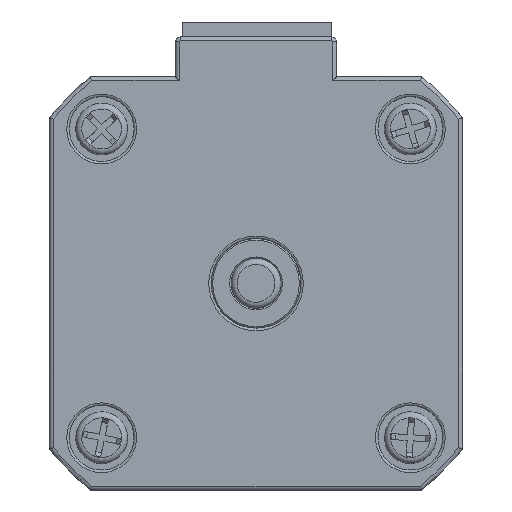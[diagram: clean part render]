
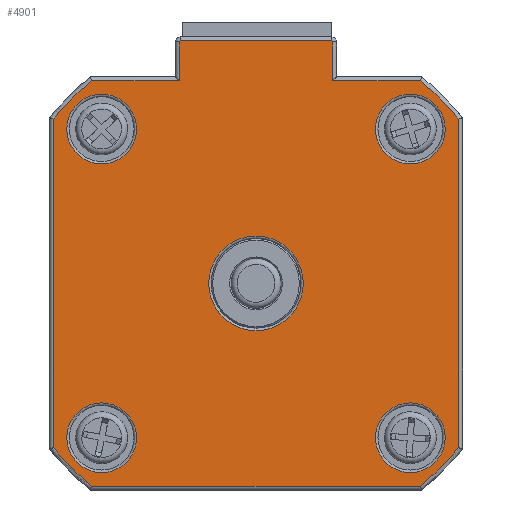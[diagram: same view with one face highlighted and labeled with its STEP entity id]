
A CAD part, front view. The second image highlights one B-rep face of the part: STEP entity #4901.
In plain terms, the highlighted planar face has unit normal (0, -1, 0).
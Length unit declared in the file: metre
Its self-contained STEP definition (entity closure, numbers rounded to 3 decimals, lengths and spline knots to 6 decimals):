
#399=LINE('',#7963,#857);
#402=LINE('',#7985,#860);
#403=LINE('',#7990,#861);
#406=LINE('',#8000,#864);
#407=LINE('',#8008,#865);
#410=LINE('',#8036,#868);
#411=LINE('',#8044,#869);
#413=LINE('',#8065,#871);
#857=VECTOR('',#6520,1.);
#860=VECTOR('',#6545,1.);
#861=VECTOR('',#6550,1.);
#864=VECTOR('',#6555,1.);
#865=VECTOR('',#6558,1.);
#868=VECTOR('',#6575,1.);
#869=VECTOR('',#6578,1.);
#871=VECTOR('',#6594,1.);
#1214=PLANE('',#5799);
#1915=ORIENTED_EDGE('',*,*,#2891,.T.);
#1916=ORIENTED_EDGE('',*,*,#2889,.T.);
#1917=ORIENTED_EDGE('',*,*,#2887,.T.);
#1918=ORIENTED_EDGE('',*,*,#2885,.T.);
#1919=ORIENTED_EDGE('',*,*,#2883,.T.);
#1920=ORIENTED_EDGE('',*,*,#2841,.F.);
#1921=ORIENTED_EDGE('',*,*,#2836,.F.);
#1922=ORIENTED_EDGE('',*,*,#2843,.F.);
#1923=ORIENTED_EDGE('',*,*,#2849,.T.);
#1924=ORIENTED_EDGE('',*,*,#2855,.F.);
#1925=ORIENTED_EDGE('',*,*,#2861,.F.);
#1926=ORIENTED_EDGE('',*,*,#2867,.F.);
#1927=ORIENTED_EDGE('',*,*,#2873,.F.);
#1928=ORIENTED_EDGE('',*,*,#2875,.F.);
#1929=ORIENTED_EDGE('',*,*,#2871,.F.);
#1930=ORIENTED_EDGE('',*,*,#2865,.F.);
#1931=ORIENTED_EDGE('',*,*,#2859,.F.);
#1932=ORIENTED_EDGE('',*,*,#2853,.F.);
#1933=ORIENTED_EDGE('',*,*,#2847,.F.);
#2836=EDGE_CURVE('',#3418,#3419,#399,.T.);
#2841=EDGE_CURVE('',#3419,#3421,#3749,.T.);
#2843=EDGE_CURVE('',#3424,#3418,#3751,.T.);
#2847=EDGE_CURVE('',#3421,#3426,#402,.T.);
#2849=EDGE_CURVE('',#3424,#3427,#403,.T.);
#2853=EDGE_CURVE('',#3426,#3430,#406,.T.);
#2855=EDGE_CURVE('',#3432,#3427,#407,.T.);
#2859=EDGE_CURVE('',#3430,#3434,#3754,.T.);
#2861=EDGE_CURVE('',#3436,#3432,#3755,.T.);
#2865=EDGE_CURVE('',#3434,#3438,#410,.T.);
#2867=EDGE_CURVE('',#3440,#3436,#411,.T.);
#2871=EDGE_CURVE('',#3438,#3442,#3758,.T.);
#2873=EDGE_CURVE('',#3444,#3440,#3759,.T.);
#2875=EDGE_CURVE('',#3442,#3444,#413,.T.);
#2883=EDGE_CURVE('',#3449,#3449,#3763,.T.);
#2885=EDGE_CURVE('',#3451,#3451,#3765,.T.);
#2887=EDGE_CURVE('',#3453,#3453,#3767,.T.);
#2889=EDGE_CURVE('',#3455,#3455,#3769,.T.);
#2891=EDGE_CURVE('',#3457,#3457,#3771,.T.);
#3418=VERTEX_POINT('',#7962);
#3419=VERTEX_POINT('',#7964);
#3421=VERTEX_POINT('',#7970);
#3424=VERTEX_POINT('',#7977);
#3426=VERTEX_POINT('',#7983);
#3427=VERTEX_POINT('',#7988);
#3430=VERTEX_POINT('',#7998);
#3432=VERTEX_POINT('',#8007);
#3434=VERTEX_POINT('',#8016);
#3436=VERTEX_POINT('',#8025);
#3438=VERTEX_POINT('',#8034);
#3440=VERTEX_POINT('',#8043);
#3442=VERTEX_POINT('',#8052);
#3444=VERTEX_POINT('',#8061);
#3449=VERTEX_POINT('',#8081);
#3451=VERTEX_POINT('',#8086);
#3453=VERTEX_POINT('',#8091);
#3455=VERTEX_POINT('',#8096);
#3457=VERTEX_POINT('',#8101);
#3749=CIRCLE('',#5712,0.0001);
#3751=CIRCLE('',#5715,0.0001);
#3754=CIRCLE('',#5725,0.0262);
#3755=CIRCLE('',#5727,0.0262);
#3758=CIRCLE('',#5733,0.0262);
#3759=CIRCLE('',#5735,0.0262);
#3763=CIRCLE('',#5743,0.0035);
#3765=CIRCLE('',#5746,0.0035);
#3767=CIRCLE('',#5749,0.0035);
#3769=CIRCLE('',#5752,0.00475);
#3771=CIRCLE('',#5755,0.0035);
#4066=EDGE_LOOP('',(#1915));
#4067=EDGE_LOOP('',(#1916));
#4068=EDGE_LOOP('',(#1917));
#4069=EDGE_LOOP('',(#1918));
#4070=EDGE_LOOP('',(#1919));
#4071=EDGE_LOOP('',(#1920,#1921,#1922,#1923,#1924,#1925,#1926,#1927,#1928,
#1929,#1930,#1931,#1932,#1933));
#4494=FACE_BOUND('',#4066,.T.);
#4495=FACE_BOUND('',#4067,.T.);
#4496=FACE_BOUND('',#4068,.T.);
#4497=FACE_BOUND('',#4069,.T.);
#4498=FACE_BOUND('',#4070,.T.);
#4499=FACE_BOUND('',#4071,.T.);
#4901=ADVANCED_FACE('',(#4494,#4495,#4496,#4497,#4498,#4499),#1214,.F.);
#5712=AXIS2_PLACEMENT_3D('',#7973,#6530,#6531);
#5715=AXIS2_PLACEMENT_3D('',#7978,#6536,#6537);
#5725=AXIS2_PLACEMENT_3D('',#8018,#6564,#6565);
#5727=AXIS2_PLACEMENT_3D('',#8026,#6568,#6569);
#5733=AXIS2_PLACEMENT_3D('',#8054,#6584,#6585);
#5735=AXIS2_PLACEMENT_3D('',#8062,#6588,#6589);
#5743=AXIS2_PLACEMENT_3D('',#8080,#6610,#6611);
#5746=AXIS2_PLACEMENT_3D('',#8085,#6616,#6617);
#5749=AXIS2_PLACEMENT_3D('',#8090,#6622,#6623);
#5752=AXIS2_PLACEMENT_3D('',#8095,#6628,#6629);
#5755=AXIS2_PLACEMENT_3D('',#8100,#6634,#6635);
#5799=AXIS2_PLACEMENT_3D('',#8224,#6757,#6758);
#6520=DIRECTION('',(1.,0.,0.));
#6530=DIRECTION('',(0.,1.,0.));
#6531=DIRECTION('',(0.,0.,1.));
#6536=DIRECTION('',(0.,1.,0.));
#6537=DIRECTION('',(0.,0.,1.));
#6545=DIRECTION('',(0.,0.,-1.));
#6550=DIRECTION('',(0.,0.,-1.));
#6555=DIRECTION('',(1.,0.,0.));
#6558=DIRECTION('',(1.,0.,0.));
#6564=DIRECTION('',(0.,1.,0.));
#6565=DIRECTION('',(0.,0.,1.));
#6568=DIRECTION('',(0.,1.,0.));
#6569=DIRECTION('',(0.,0.,1.));
#6575=DIRECTION('',(0.,0.,-1.));
#6578=DIRECTION('',(0.,0.,1.));
#6584=DIRECTION('',(0.,1.,0.));
#6585=DIRECTION('',(0.,0.,1.));
#6588=DIRECTION('',(0.,1.,0.));
#6589=DIRECTION('',(0.,0.,1.));
#6594=DIRECTION('',(-1.,0.,0.));
#6610=DIRECTION('',(0.,1.,0.));
#6611=DIRECTION('',(0.,0.,1.));
#6616=DIRECTION('',(0.,1.,0.));
#6617=DIRECTION('',(0.,0.,1.));
#6622=DIRECTION('',(0.,1.,0.));
#6623=DIRECTION('',(0.,0.,1.));
#6628=DIRECTION('',(0.,1.,0.));
#6629=DIRECTION('',(0.,0.,1.));
#6634=DIRECTION('',(0.,1.,0.));
#6635=DIRECTION('',(0.,0.,1.));
#6757=DIRECTION('',(0.,1.,0.));
#6758=DIRECTION('',(0.,0.,1.));
#7962=CARTESIAN_POINT('',(-0.0076,-0.03665,0.010775));
#7963=CARTESIAN_POINT('',(-0.0076,-0.03665,0.010775));
#7964=CARTESIAN_POINT('',(0.0076,-0.03665,0.010775));
#7970=CARTESIAN_POINT('',(0.0077,-0.03665,0.010675));
#7973=CARTESIAN_POINT('',(0.0076,-0.03665,0.010675));
#7977=CARTESIAN_POINT('',(-0.0077,-0.03665,0.010675));
#7978=CARTESIAN_POINT('',(-0.0076,-0.03665,0.010675));
#7983=CARTESIAN_POINT('',(0.0077,-0.03665,0.006775));
#7985=CARTESIAN_POINT('',(0.0077,-0.03665,-0.013575));
#7988=CARTESIAN_POINT('',(-0.0077,-0.03665,0.006775));
#7990=CARTESIAN_POINT('',(-0.0077,-0.03665,-0.013575));
#7998=CARTESIAN_POINT('',(0.016502,-0.03665,0.006775));
#8000=CARTESIAN_POINT('',(0.,-0.03665,0.006775));
#8007=CARTESIAN_POINT('',(-0.016502,-0.03665,0.006775));
#8008=CARTESIAN_POINT('',(0.,-0.03665,0.006775));
#8016=CARTESIAN_POINT('',(0.02035,-0.03665,0.002927));
#8018=CARTESIAN_POINT('',(0.,-0.03665,-0.013575));
#8025=CARTESIAN_POINT('',(-0.02035,-0.03665,0.002927));
#8026=CARTESIAN_POINT('',(0.,-0.03665,-0.013575));
#8034=CARTESIAN_POINT('',(0.02035,-0.03665,-0.030077));
#8036=CARTESIAN_POINT('',(0.02035,-0.03665,-0.013575));
#8043=CARTESIAN_POINT('',(-0.02035,-0.03665,-0.030077));
#8044=CARTESIAN_POINT('',(-0.02035,-0.03665,-0.013575));
#8052=CARTESIAN_POINT('',(0.016502,-0.03665,-0.033925));
#8054=CARTESIAN_POINT('',(0.,-0.03665,-0.013575));
#8061=CARTESIAN_POINT('',(-0.016502,-0.03665,-0.033925));
#8062=CARTESIAN_POINT('',(0.,-0.03665,-0.013575));
#8065=CARTESIAN_POINT('',(0.,-0.03665,-0.033925));
#8080=CARTESIAN_POINT('',(0.0155,-0.03665,0.001925));
#8081=CARTESIAN_POINT('',(0.0155,-0.03665,0.005425));
#8085=CARTESIAN_POINT('',(-0.0155,-0.03665,-0.029075));
#8086=CARTESIAN_POINT('',(-0.0155,-0.03665,-0.025575));
#8090=CARTESIAN_POINT('',(0.0155,-0.03665,-0.029075));
#8091=CARTESIAN_POINT('',(0.0155,-0.03665,-0.025575));
#8095=CARTESIAN_POINT('',(0.,-0.03665,-0.013575));
#8096=CARTESIAN_POINT('',(0.,-0.03665,-0.008825));
#8100=CARTESIAN_POINT('',(-0.0155,-0.03665,0.001925));
#8101=CARTESIAN_POINT('',(-0.0155,-0.03665,0.005425));
#8224=CARTESIAN_POINT('',(0.,-0.03665,-0.013575));
